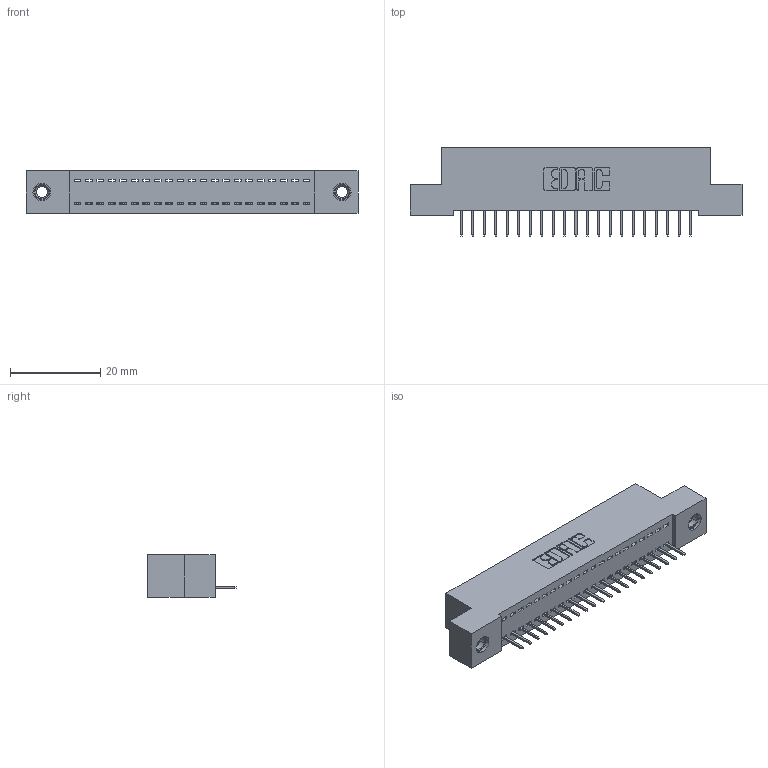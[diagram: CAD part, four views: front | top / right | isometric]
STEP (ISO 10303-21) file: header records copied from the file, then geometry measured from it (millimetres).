
FILE_DESCRIPTION (( 'STEP AP203' ), '1' );
FILE_NAME ('342-021-524-107.STEP', '2018-08-10T23:45:45', ( '' ), ( '' ), 'SwSTEP 2.0', 'SolidWorks 2016', '' );
FILE_SCHEMA (( 'CONFIG_CONTROL_DESIGN' ));
Length unit declared in the file: inch
Products named in the file (4): 345-292-001_345-293-124; 345-250-001_345-250-005-103; 342-021-524-107; 342 Part_TI
Assembly tree (24 placements, depth 2):
  342-021-524-107
    342 Part_TI
    345-292-001_345-293-124  x21
    345-250-001_345-250-005-103  x2
Bounding box: 73.66 x 19.69 x 9.4 mm (x, y, z)
Volume: 6285.5 mm3; surface area: 8612.4 mm2
Topology: 24 solids, 24 shells, 1472 faces, 4215 edges, 2718 vertices
Faces by surface type: plane 1106, cylinder 350, cone 12, torus 4
Entity records: 16682 total; most frequent: CARTESIAN_POINT 2860, ORIENTED_EDGE 2810, DIRECTION 2489, EDGE_CURVE 1405, VECTOR 1261, LINE 1261, VERTEX_POINT 928, AXIS2_PLACEMENT_3D 614
